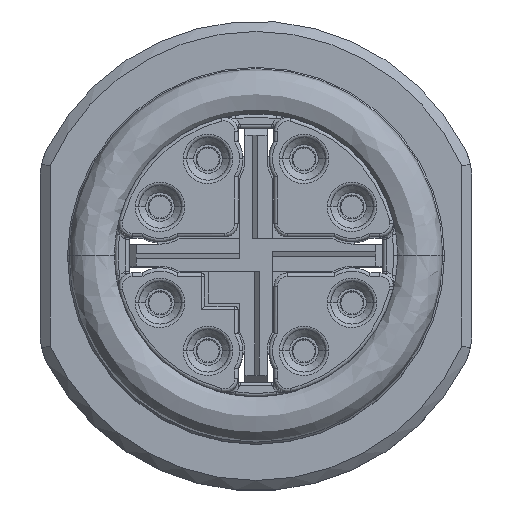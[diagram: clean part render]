
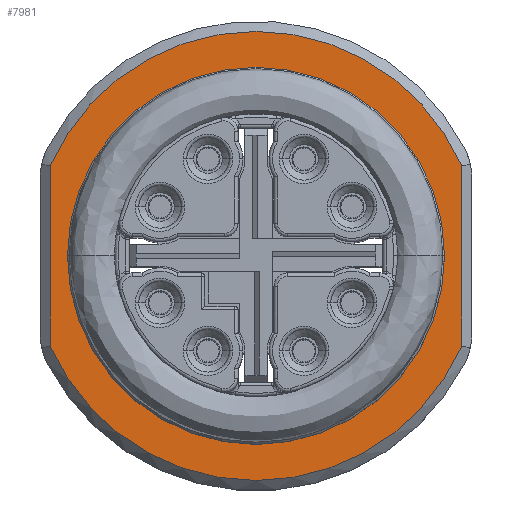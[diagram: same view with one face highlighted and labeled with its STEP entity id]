
A CAD part, top view. The second image highlights one B-rep face of the part: STEP entity #7981.
In plain terms, the highlighted planar face has unit normal (0, 0, 1).
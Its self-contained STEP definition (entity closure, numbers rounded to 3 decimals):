
#735 = CIRCLE ( 'NONE', #26016, 5.5 ) ;
#2130 = AXIS2_PLACEMENT_3D ( 'NONE', #19411, #19392, #19355 ) ;
#2141 = CIRCLE ( 'NONE', #14880, 5.5 ) ;
#3547 = CARTESIAN_POINT ( 'NONE',  ( -41.949, 14.927, -8.75 ) ) ;
#4561 = ORIENTED_EDGE ( 'NONE', *, *, #11827, .F. ) ;
#5027 = ORIENTED_EDGE ( 'NONE', *, *, #7610, .F. ) ;
#5794 = EDGE_CURVE ( 'NONE', #6958, #10478, #7378, .T. ) ;
#5857 = ORIENTED_EDGE ( 'NONE', *, *, #18309, .F. ) ;
#6067 = EDGE_CURVE ( 'NONE', #27789, #10478, #10208, .T. ) ;
#6238 = DIRECTION ( 'NONE',  ( -1., 0., 0. ) ) ;
#6266 = DIRECTION ( 'NONE',  ( 0., 0., -1. ) ) ;
#6269 = CARTESIAN_POINT ( 'NONE',  ( -35.949, 17.554, -8.75 ) ) ;
#6958 = VERTEX_POINT ( 'NONE', #24502 ) ;
#7273 = EDGE_CURVE ( 'NONE', #27789, #22245, #19925, .T. ) ;
#7378 = LINE ( 'NONE', #11137, #7516 ) ;
#7509 = ORIENTED_EDGE ( 'NONE', *, *, #7273, .T. ) ;
#7516 = VECTOR ( 'NONE', #11072, 1000. ) ;
#7610 = EDGE_CURVE ( 'NONE', #6958, #22245, #23098, .T. ) ;
#7981 = ADVANCED_FACE ( 'NONE', ( #25223, #24836 ), #13027, .F. ) ;
#9466 = CARTESIAN_POINT ( 'NONE',  ( -29.949, 20.182, -8.75 ) ) ;
#10208 = CIRCLE ( 'NONE', #13589, 6.55 ) ;
#10350 = CARTESIAN_POINT ( 'NONE',  ( -30.449, 17.554, -8.75 ) ) ;
#10478 = VERTEX_POINT ( 'NONE', #3547 ) ;
#10990 = CARTESIAN_POINT ( 'NONE',  ( -41.449, 17.554, -8.75 ) ) ;
#11072 = DIRECTION ( 'NONE',  ( 0., -1., 0. ) ) ;
#11137 = CARTESIAN_POINT ( 'NONE',  ( -41.949, 17.554, -8.75 ) ) ;
#11827 = EDGE_CURVE ( 'NONE', #25278, #24665, #735, .T. ) ;
#12688 = EDGE_LOOP ( 'NONE', ( #4561, #5857 ) ) ;
#12699 = DIRECTION ( 'NONE',  ( -1., 0., 0. ) ) ;
#12762 = DIRECTION ( 'NONE',  ( 0., 0., 1. ) ) ;
#12766 = CARTESIAN_POINT ( 'NONE',  ( -35.949, 17.554, -8.75 ) ) ;
#12773 = DIRECTION ( 'NONE',  ( -1., 0., 0. ) ) ;
#12781 = DIRECTION ( 'NONE',  ( 0., 0., -1. ) ) ;
#12801 = CARTESIAN_POINT ( 'NONE',  ( -35.949, 17.554, -8.75 ) ) ;
#13027 = PLANE ( 'NONE',  #24384 ) ;
#13589 = AXIS2_PLACEMENT_3D ( 'NONE', #6269, #6266, #6238 ) ;
#14880 = AXIS2_PLACEMENT_3D ( 'NONE', #19689, #19648, #19614 ) ;
#17898 = EDGE_LOOP ( 'NONE', ( #23981, #21435, #7509, #5027 ) ) ;
#18309 = EDGE_CURVE ( 'NONE', #24665, #25278, #2141, .T. ) ;
#19355 = DIRECTION ( 'NONE',  ( -1., 0., 0. ) ) ;
#19392 = DIRECTION ( 'NONE',  ( 0., 0., -1. ) ) ;
#19411 = CARTESIAN_POINT ( 'NONE',  ( -35.949, 17.554, -8.75 ) ) ;
#19614 = DIRECTION ( 'NONE',  ( -1., 0., 0. ) ) ;
#19648 = DIRECTION ( 'NONE',  ( 0., 0., 1. ) ) ;
#19689 = CARTESIAN_POINT ( 'NONE',  ( -35.949, 17.554, -8.75 ) ) ;
#19925 = LINE ( 'NONE', #25021, #19993 ) ;
#19993 = VECTOR ( 'NONE', #24896, 1000. ) ;
#21435 = ORIENTED_EDGE ( 'NONE', *, *, #6067, .F. ) ;
#22245 = VERTEX_POINT ( 'NONE', #9466 ) ;
#23098 = CIRCLE ( 'NONE', #2130, 6.55 ) ;
#23981 = ORIENTED_EDGE ( 'NONE', *, *, #5794, .T. ) ;
#24384 = AXIS2_PLACEMENT_3D ( 'NONE', #12801, #12781, #12773 ) ;
#24502 = CARTESIAN_POINT ( 'NONE',  ( -41.949, 20.182, -8.75 ) ) ;
#24665 = VERTEX_POINT ( 'NONE', #10350 ) ;
#24836 = FACE_OUTER_BOUND ( 'NONE', #17898, .T. ) ;
#24896 = DIRECTION ( 'NONE',  ( 0., 1., 0. ) ) ;
#25021 = CARTESIAN_POINT ( 'NONE',  ( -29.949, 17.554, -8.75 ) ) ;
#25223 = FACE_BOUND ( 'NONE', #12688, .T. ) ;
#25278 = VERTEX_POINT ( 'NONE', #10990 ) ;
#26016 = AXIS2_PLACEMENT_3D ( 'NONE', #12766, #12762, #12699 ) ;
#27761 = CARTESIAN_POINT ( 'NONE',  ( -29.949, 14.927, -8.75 ) ) ;
#27789 = VERTEX_POINT ( 'NONE', #27761 ) ;
